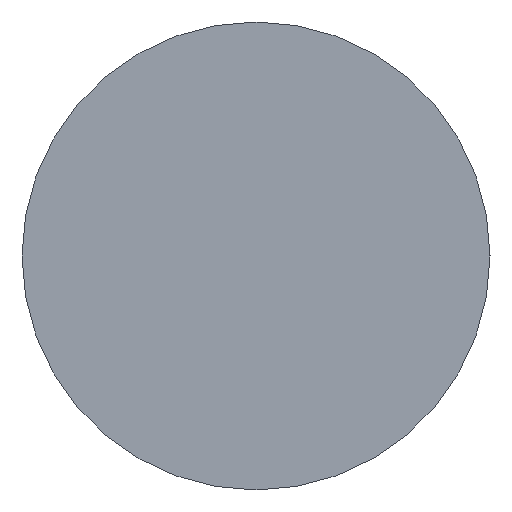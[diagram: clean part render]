
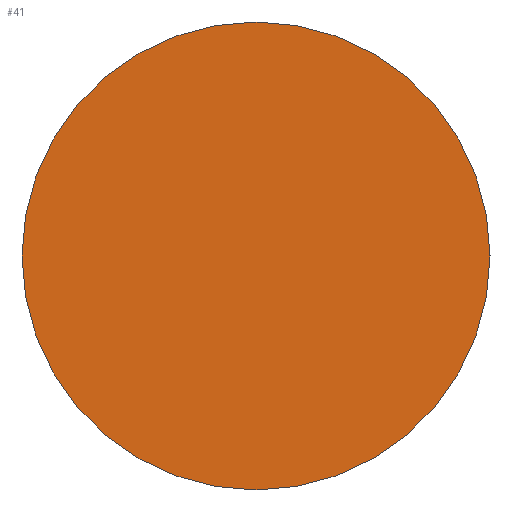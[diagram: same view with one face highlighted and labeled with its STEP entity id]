
A CAD part, left-side view. The second image highlights one B-rep face of the part: STEP entity #41.
In plain terms, the highlighted planar face has unit normal (-1, 0, 0).
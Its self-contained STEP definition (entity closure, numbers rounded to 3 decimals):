
#21=ORIENTED_EDGE('',*,*,#25,.F.);
#25=EDGE_CURVE('',#27,#27,#29,.T.);
#27=VERTEX_POINT('',#77);
#29=CIRCLE('',#58,10.);
#31=EDGE_LOOP('',(#21));
#35=FACE_BOUND('',#31,.T.);
#39=PLANE('',#57);
#41=ADVANCED_FACE('',(#35),#39,.F.);
#57=AXIS2_PLACEMENT_3D('',#75,#64,#65);
#58=AXIS2_PLACEMENT_3D('',#76,#66,#67);
#64=DIRECTION('',(1.,0.,0.));
#65=DIRECTION('',(0.,0.,-1.));
#66=DIRECTION('',(1.,0.,0.));
#67=DIRECTION('',(0.,0.,-1.));
#75=CARTESIAN_POINT('',(0.,0.,0.));
#76=CARTESIAN_POINT('',(0.,0.,0.));
#77=CARTESIAN_POINT('',(0.,0.,-10.));
